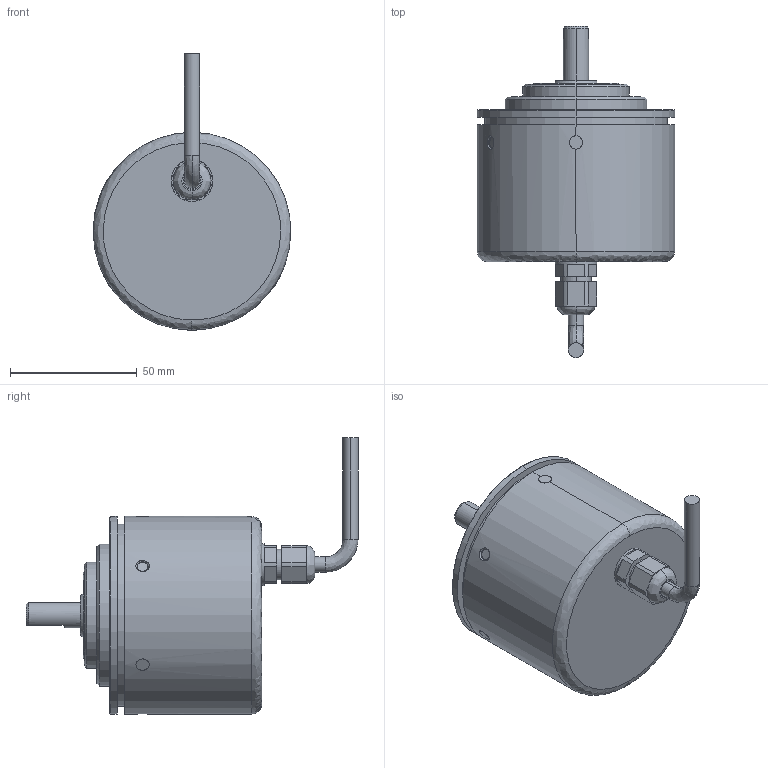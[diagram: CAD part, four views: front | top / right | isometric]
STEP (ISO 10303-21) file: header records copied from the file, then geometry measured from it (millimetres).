
FILE_DESCRIPTION (( 'STEP AP214' ), '1' );
FILE_NAME ('TRD-GK.STEP', '2016-06-30T14:37:24', ( '' ), ( '' ), 'SwSTEP 2.0', 'SolidWorks 2016', '' );
FILE_SCHEMA (( 'AUTOMOTIVE_DESIGN' ));
Length unit declared in the file: millimetre
Products named in the file (1): TRD-GK
Bounding box: 78 x 131 x 109 mm (x, y, z)
Volume: 309814.3 mm3; surface area: 31010.3 mm2
Topology: 1 solids, 1 shells, 144 faces, 324 edges, 202 vertices
Faces by surface type: cylinder 55, plane 48, cone 31, bspline 10
Entity records: 4744 total; most frequent: CARTESIAN_POINT 1316, DIRECTION 725, ORIENTED_EDGE 648, EDGE_CURVE 324, AXIS2_PLACEMENT_3D 297, VERTEX_POINT 202, EDGE_LOOP 164, CIRCLE 162
